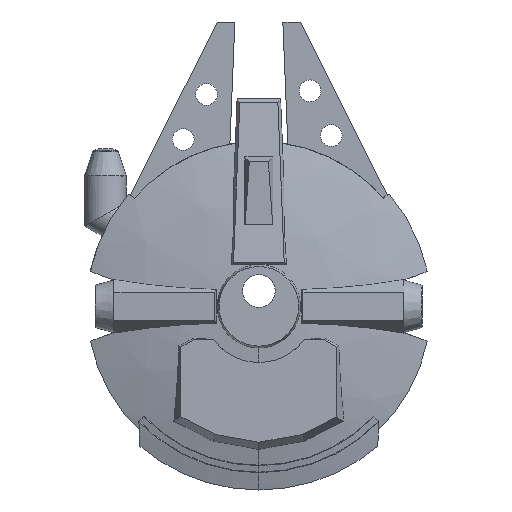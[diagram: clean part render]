
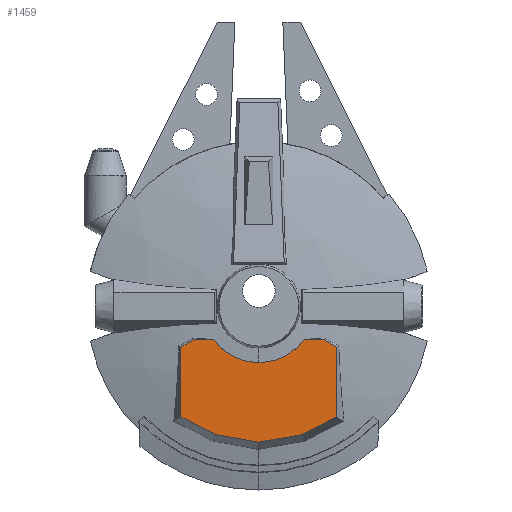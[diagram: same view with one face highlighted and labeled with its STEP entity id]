
A CAD part, front view. The second image highlights one B-rep face of the part: STEP entity #1459.
In plain terms, the highlighted planar face has unit normal (0, -1, 0).
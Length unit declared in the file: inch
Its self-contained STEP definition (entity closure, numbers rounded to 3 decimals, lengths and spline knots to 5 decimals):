
#55 = VERTEX_POINT ( 'NONE', #5129 ) ;
#65 = VERTEX_POINT ( 'NONE', #6589 ) ;
#146 = VERTEX_POINT ( 'NONE', #5816 ) ;
#167 = VECTOR ( 'NONE', #1499, 39.37008 ) ;
#255 = ORIENTED_EDGE ( 'NONE', *, *, #6442, .T. ) ;
#630 = CARTESIAN_POINT ( 'NONE',  ( 10.75, -4.47158, -15.25 ) ) ;
#637 = DIRECTION ( 'NONE',  ( 0., 0., 1. ) ) ;
#666 = LINE ( 'NONE', #1263, #2266 ) ;
#923 = VECTOR ( 'NONE', #2165, 39.37008 ) ;
#957 = EDGE_CURVE ( 'NONE', #65, #6571, #2658, .T. ) ;
#1263 = CARTESIAN_POINT ( 'NONE',  ( 10.75, -4.47158, -5.625 ) ) ;
#1304 = ORIENTED_EDGE ( 'NONE', *, *, #6991, .T. ) ;
#1385 = DIRECTION ( 'NONE',  ( 0., 1., 0. ) ) ;
#1459 = ADVANCED_FACE ( 'NONE', ( #4073 ), #5601, .F. ) ;
#1478 = EDGE_CURVE ( 'NONE', #5305, #6798, #7120, .T. ) ;
#1499 = DIRECTION ( 'NONE',  ( 0.89, 0., -0.457 ) ) ;
#1845 = VECTOR ( 'NONE', #3366, 39.37008 ) ;
#1909 = EDGE_CURVE ( 'NONE', #2440, #3454, #666, .T. ) ;
#2020 = DIRECTION ( 'NONE',  ( 0., 1., 0. ) ) ;
#2165 = DIRECTION ( 'NONE',  ( -0.856, 0., -0.517 ) ) ;
#2215 = VECTOR ( 'NONE', #6323, 39.37008 ) ;
#2266 = VECTOR ( 'NONE', #637, 39.37008 ) ;
#2342 = ORIENTED_EDGE ( 'NONE', *, *, #3688, .T. ) ;
#2440 = VERTEX_POINT ( 'NONE', #630 ) ;
#2542 = CARTESIAN_POINT ( 'NONE',  ( -10.75, -4.47158, -15.25 ) ) ;
#2613 = DIRECTION ( 'NONE',  ( 0., 0., 1. ) ) ;
#2658 = LINE ( 'NONE', #5419, #3707 ) ;
#2784 = VECTOR ( 'NONE', #3231, 39.37008 ) ;
#2854 = DIRECTION ( 'NONE',  ( 0.89, 0., 0.457 ) ) ;
#2968 = ORIENTED_EDGE ( 'NONE', *, *, #957, .T. ) ;
#3121 = EDGE_LOOP ( 'NONE', ( #4145, #6928, #255, #2342, #2968, #5876, #4688, #5262, #5209, #4424, #1304, #4274 ) ) ;
#3180 = VERTEX_POINT ( 'NONE', #6816 ) ;
#3231 = DIRECTION ( 'NONE',  ( 0., 0., -1. ) ) ;
#3257 = DIRECTION ( 'NONE',  ( -1., 0., 0.019 ) ) ;
#3343 = CARTESIAN_POINT ( 'NONE',  ( 0., -4.47158, -18.75 ) ) ;
#3366 = DIRECTION ( 'NONE',  ( -0.856, 0., 0.517 ) ) ;
#3454 = VERTEX_POINT ( 'NONE', #6507 ) ;
#3596 = VERTEX_POINT ( 'NONE', #7451 ) ;
#3688 = EDGE_CURVE ( 'NONE', #4039, #65, #6446, .T. ) ;
#3707 = VECTOR ( 'NONE', #5388, 39.37008 ) ;
#3884 = VECTOR ( 'NONE', #5068, 39.37008 ) ;
#4012 = CIRCLE ( 'NONE', #6114, 7.75 ) ;
#4017 = LINE ( 'NONE', #7499, #7251 ) ;
#4039 = VERTEX_POINT ( 'NONE', #2542 ) ;
#4073 = FACE_OUTER_BOUND ( 'NONE', #3121, .T. ) ;
#4145 = ORIENTED_EDGE ( 'NONE', *, *, #6489, .T. ) ;
#4213 = LINE ( 'NONE', #7470, #2784 ) ;
#4274 = ORIENTED_EDGE ( 'NONE', *, *, #5801, .T. ) ;
#4408 = VERTEX_POINT ( 'NONE', #5677 ) ;
#4418 = CARTESIAN_POINT ( 'NONE',  ( 0., -4.47158, 0. ) ) ;
#4424 = ORIENTED_EDGE ( 'NONE', *, *, #1478, .T. ) ;
#4451 = CARTESIAN_POINT ( 'NONE',  ( 8.9375, -4.47158, -4.53125 ) ) ;
#4545 = EDGE_CURVE ( 'NONE', #146, #3596, #5954, .T. ) ;
#4688 = ORIENTED_EDGE ( 'NONE', *, *, #4971, .T. ) ;
#4711 = LINE ( 'NONE', #7712, #6142 ) ;
#4971 = EDGE_CURVE ( 'NONE', #3180, #2440, #4711, .T. ) ;
#5010 = CARTESIAN_POINT ( 'NONE',  ( 0., -4.47158, 0. ) ) ;
#5068 = DIRECTION ( 'NONE',  ( -1., 0., -0.019 ) ) ;
#5081 = LINE ( 'NONE', #5811, #1845 ) ;
#5129 = CARTESIAN_POINT ( 'NONE',  ( 0., -4.47158, -7.75 ) ) ;
#5209 = ORIENTED_EDGE ( 'NONE', *, *, #5445, .T. ) ;
#5262 = ORIENTED_EDGE ( 'NONE', *, *, #1909, .T. ) ;
#5305 = VERTEX_POINT ( 'NONE', #7455 ) ;
#5388 = DIRECTION ( 'NONE',  ( 0.985, 0., -0.174 ) ) ;
#5419 = CARTESIAN_POINT ( 'NONE',  ( -6., -4.47158, -17.6875 ) ) ;
#5445 = EDGE_CURVE ( 'NONE', #3454, #5305, #5081, .T. ) ;
#5584 = AXIS2_PLACEMENT_3D ( 'NONE', #4418, #6266, #2613 ) ;
#5601 = PLANE ( 'NONE',  #5584 ) ;
#5614 = DIRECTION ( 'NONE',  ( 0., 0., 1. ) ) ;
#5668 = CARTESIAN_POINT ( 'NONE',  ( 0., -4.47158, 0. ) ) ;
#5677 = CARTESIAN_POINT ( 'NONE',  ( -6.25, -4.47158, -4.58258 ) ) ;
#5707 = CARTESIAN_POINT ( 'NONE',  ( 6., -4.47158, -17.6875 ) ) ;
#5745 = CARTESIAN_POINT ( 'NONE',  ( -10.75, -4.47158, -15.25 ) ) ;
#5801 = EDGE_CURVE ( 'NONE', #55, #4408, #7839, .T. ) ;
#5811 = CARTESIAN_POINT ( 'NONE',  ( 8.9375, -4.47158, -4.53125 ) ) ;
#5816 = CARTESIAN_POINT ( 'NONE',  ( -8.9375, -4.47158, -4.53125 ) ) ;
#5876 = ORIENTED_EDGE ( 'NONE', *, *, #6495, .T. ) ;
#5954 = LINE ( 'NONE', #7609, #923 ) ;
#6114 = AXIS2_PLACEMENT_3D ( 'NONE', #5668, #2020, #6286 ) ;
#6142 = VECTOR ( 'NONE', #2854, 39.37008 ) ;
#6266 = DIRECTION ( 'NONE',  ( 0., 1., 0. ) ) ;
#6286 = DIRECTION ( 'NONE',  ( 0., 0., 1. ) ) ;
#6323 = DIRECTION ( 'NONE',  ( 0.985, 0., 0.174 ) ) ;
#6442 = EDGE_CURVE ( 'NONE', #3596, #4039, #4213, .T. ) ;
#6446 = LINE ( 'NONE', #5745, #167 ) ;
#6489 = EDGE_CURVE ( 'NONE', #4408, #146, #4017, .T. ) ;
#6495 = EDGE_CURVE ( 'NONE', #6571, #3180, #7057, .T. ) ;
#6507 = CARTESIAN_POINT ( 'NONE',  ( 10.75, -4.47158, -5.625 ) ) ;
#6571 = VERTEX_POINT ( 'NONE', #3343 ) ;
#6589 = CARTESIAN_POINT ( 'NONE',  ( -6., -4.47158, -17.6875 ) ) ;
#6614 = AXIS2_PLACEMENT_3D ( 'NONE', #5010, #1385, #5614 ) ;
#6678 = CARTESIAN_POINT ( 'NONE',  ( 6.25, -4.47158, -4.58258 ) ) ;
#6798 = VERTEX_POINT ( 'NONE', #6678 ) ;
#6816 = CARTESIAN_POINT ( 'NONE',  ( 6., -4.47158, -17.6875 ) ) ;
#6928 = ORIENTED_EDGE ( 'NONE', *, *, #4545, .T. ) ;
#6991 = EDGE_CURVE ( 'NONE', #6798, #55, #4012, .T. ) ;
#7057 = LINE ( 'NONE', #5707, #2215 ) ;
#7120 = LINE ( 'NONE', #4451, #3884 ) ;
#7251 = VECTOR ( 'NONE', #3257, 39.37008 ) ;
#7451 = CARTESIAN_POINT ( 'NONE',  ( -10.75, -4.47158, -5.625 ) ) ;
#7455 = CARTESIAN_POINT ( 'NONE',  ( 8.9375, -4.47158, -4.53125 ) ) ;
#7470 = CARTESIAN_POINT ( 'NONE',  ( -10.75, -4.47158, -5.625 ) ) ;
#7499 = CARTESIAN_POINT ( 'NONE',  ( -8.9375, -4.47158, -4.53125 ) ) ;
#7609 = CARTESIAN_POINT ( 'NONE',  ( -8.9375, -4.47158, -4.53125 ) ) ;
#7712 = CARTESIAN_POINT ( 'NONE',  ( 10.75, -4.47158, -15.25 ) ) ;
#7839 = CIRCLE ( 'NONE', #6614, 7.75 ) ;
